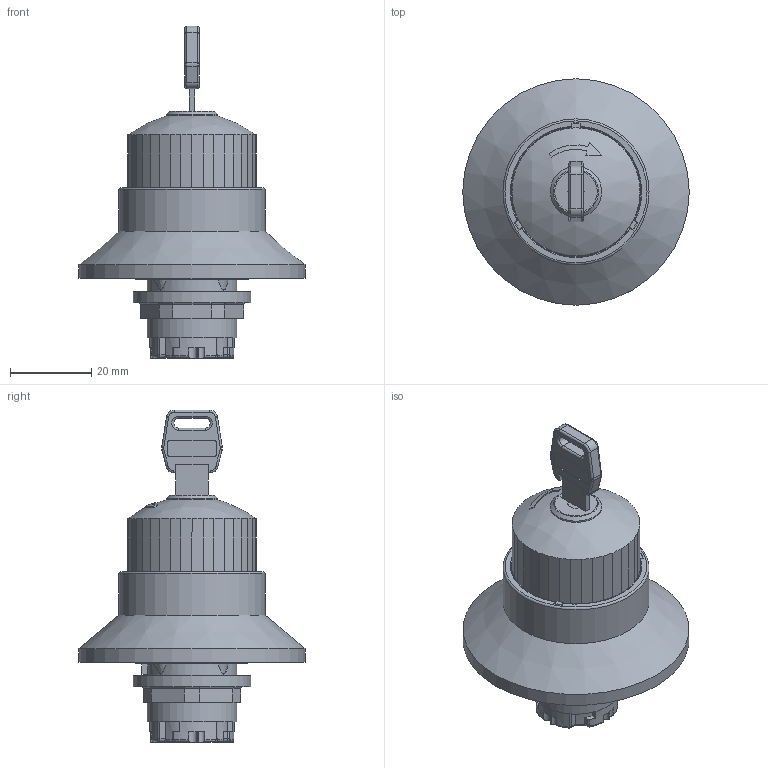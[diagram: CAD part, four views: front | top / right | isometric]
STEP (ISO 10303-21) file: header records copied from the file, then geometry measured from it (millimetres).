
FILE_DESCRIPTION(/* description */ (''),/* implementation_level */ '2;1');
FILE_NAME(/* name */ 'QRBUVSE.stp',/* time_stamp */ '2017-08-21T14:30:53+02:00',/* author */ ('mharscher'),/* organization */ (''),/* preprocessor_version */ 'ST-DEVELOPER v16.1',/* originating_system */ 'Autodesk Inventor 2016',/* authorisation */ '');
FILE_SCHEMA (('AUTOMOTIVE_DESIGN { 1 0 10303 214 3 1 1 }'));
Length unit declared in the file: centimetre
Products named in the file (1): QRBUVSE
Bounding box: 55.8 x 55.8 x 81.83 mm (x, y, z)
Volume: 45222.3 mm3; surface area: 14919.2 mm2
Topology: 1 solids, 5 shells, 509 faces, 1276 edges, 792 vertices
Faces by surface type: plane 261, cylinder 171, torus 44, cone 23, bspline 8, sphere 2
Full cylindrical faces by diameter (mm): 12.65 x1, 22 x2, 22.6 x1, 25.35 x1, 27.65 x1, 28.3 x1, 29 x1, 29.872 x1, 35 x1, 36 x1, 51.9 x1, 52.4 x1, 54.4 x1, 54.9 x1, 55.8 x1
Entity records: 15679 total; most frequent: CARTESIAN_POINT 3380, DIRECTION 2663, ORIENTED_EDGE 2556, EDGE_CURVE 1241, AXIS2_PLACEMENT_3D 1012, VERTEX_POINT 783, LINE 639, VECTOR 639
